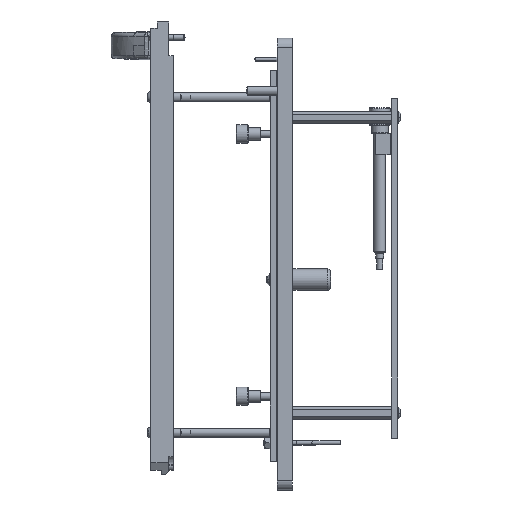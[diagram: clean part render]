
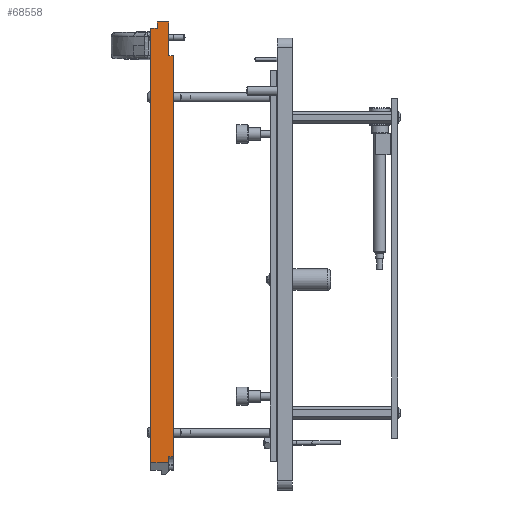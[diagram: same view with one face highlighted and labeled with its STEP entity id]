
A CAD part, left-side view. The second image highlights one B-rep face of the part: STEP entity #68558.
In plain terms, the highlighted face is planar.
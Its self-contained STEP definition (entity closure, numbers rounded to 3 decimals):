
#384 = VERTEX_POINT ( 'NONE', #5215 ) ;
#1443 = CARTESIAN_POINT ( 'NONE',  ( 175., 7.5, -144.55 ) ) ;
#1761 = CARTESIAN_POINT ( 'NONE',  ( 175., 7.5, 140.55 ) ) ;
#2726 = CARTESIAN_POINT ( 'NONE',  ( 175., 3.2, -148.55 ) ) ;
#3795 = DIRECTION ( 'NONE',  ( 0., 0., 1. ) ) ;
#5215 = CARTESIAN_POINT ( 'NONE',  ( 175., -4.3, -148.55 ) ) ;
#5272 = DIRECTION ( 'NONE',  ( 0., 1., 0. ) ) ;
#5580 = EDGE_CURVE ( 'NONE', #384, #50719, #27915, .T. ) ;
#6177 = ORIENTED_EDGE ( 'NONE', *, *, #72008, .F. ) ;
#6274 = LINE ( 'NONE', #1761, #41675 ) ;
#7402 = CARTESIAN_POINT ( 'NONE',  ( 175., -7.4, 66.55 ) ) ;
#9620 = CARTESIAN_POINT ( 'NONE',  ( 175., 7.5, 140.55 ) ) ;
#10389 = CARTESIAN_POINT ( 'NONE',  ( 175., -7.4, 136.55 ) ) ;
#10390 = DIRECTION ( 'NONE',  ( 0., -1., 0. ) ) ;
#10437 = ORIENTED_EDGE ( 'NONE', *, *, #73301, .F. ) ;
#11111 = VECTOR ( 'NONE', #5272, 1000. ) ;
#12713 = DIRECTION ( 'NONE',  ( 0., 0., -1. ) ) ;
#13397 = DIRECTION ( 'NONE',  ( 0., -1., 0. ) ) ;
#14743 = DIRECTION ( 'NONE',  ( 0., 0., -1. ) ) ;
#14829 = DIRECTION ( 'NONE',  ( 0., 0., 1. ) ) ;
#15266 = ORIENTED_EDGE ( 'NONE', *, *, #5580, .T. ) ;
#15952 = FACE_OUTER_BOUND ( 'NONE', #44108, .T. ) ;
#17414 = CARTESIAN_POINT ( 'NONE',  ( 175., -4.3, 136.55 ) ) ;
#17589 = CARTESIAN_POINT ( 'NONE',  ( 175., -4.3, -126.55 ) ) ;
#18178 = CARTESIAN_POINT ( 'NONE',  ( 175., -7.5, -126.55 ) ) ;
#18454 = ORIENTED_EDGE ( 'NONE', *, *, #59029, .T. ) ;
#19357 = LINE ( 'NONE', #33262, #54770 ) ;
#19949 = AXIS2_PLACEMENT_3D ( 'NONE', #25963, #36870, #14829 ) ;
#20145 = LINE ( 'NONE', #7402, #35227 ) ;
#20147 = DIRECTION ( 'NONE',  ( 0., 0., 1. ) ) ;
#21508 = ORIENTED_EDGE ( 'NONE', *, *, #70178, .F. ) ;
#21773 = CARTESIAN_POINT ( 'NONE',  ( 175., 14.909, 136.55 ) ) ;
#22850 = ORIENTED_EDGE ( 'NONE', *, *, #60872, .F. ) ;
#23420 = VECTOR ( 'NONE', #10390, 1000. ) ;
#24145 = LINE ( 'NONE', #26591, #68410 ) ;
#24449 = EDGE_CURVE ( 'NONE', #44368, #27618, #24145, .T. ) ;
#25052 = CARTESIAN_POINT ( 'NONE',  ( 175., -7.5, -126.55 ) ) ;
#25629 = CARTESIAN_POINT ( 'NONE',  ( 175., -4.3, -148.55 ) ) ;
#25948 = LINE ( 'NONE', #55287, #39214 ) ;
#25963 = CARTESIAN_POINT ( 'NONE',  ( 175., 7.5, 148.55 ) ) ;
#26591 = CARTESIAN_POINT ( 'NONE',  ( 175., -7.5, 148.55 ) ) ;
#27319 = VERTEX_POINT ( 'NONE', #43892 ) ;
#27618 = VERTEX_POINT ( 'NONE', #18178 ) ;
#27915 = LINE ( 'NONE', #44545, #11111 ) ;
#27987 = VERTEX_POINT ( 'NONE', #17589 ) ;
#28929 = ORIENTED_EDGE ( 'NONE', *, *, #47031, .F. ) ;
#29617 = CARTESIAN_POINT ( 'NONE',  ( 175., -7.4, 66.55 ) ) ;
#29673 = CARTESIAN_POINT ( 'NONE',  ( 175., -7.5, 66.55 ) ) ;
#29699 = EDGE_CURVE ( 'NONE', #51048, #44368, #19357, .T. ) ;
#29889 = ORIENTED_EDGE ( 'NONE', *, *, #55046, .F. ) ;
#31715 = LINE ( 'NONE', #1443, #59986 ) ;
#31759 = CARTESIAN_POINT ( 'NONE',  ( 175., -4.3, 136.55 ) ) ;
#33262 = CARTESIAN_POINT ( 'NONE',  ( 175., -7.4, 66.55 ) ) ;
#34923 = VECTOR ( 'NONE', #20147, 1000. ) ;
#35227 = VECTOR ( 'NONE', #69985, 1000. ) ;
#36870 = DIRECTION ( 'NONE',  ( -1., 0., 0. ) ) ;
#38530 = CARTESIAN_POINT ( 'NONE',  ( 175., 7.5, -144.55 ) ) ;
#38833 = EDGE_CURVE ( 'NONE', #46416, #68584, #25948, .T. ) ;
#39214 = VECTOR ( 'NONE', #60937, 1000. ) ;
#39892 = ORIENTED_EDGE ( 'NONE', *, *, #24449, .T. ) ;
#41077 = DIRECTION ( 'NONE',  ( 0., -1., 0. ) ) ;
#41555 = CARTESIAN_POINT ( 'NONE',  ( 175., -4.3, 140.55 ) ) ;
#41675 = VECTOR ( 'NONE', #41077, 1000. ) ;
#42833 = LINE ( 'NONE', #25629, #34923 ) ;
#43892 = CARTESIAN_POINT ( 'NONE',  ( 175., 3.2, -144.55 ) ) ;
#44108 = EDGE_LOOP ( 'NONE', ( #21508, #45592, #39892, #6177, #10437, #15266, #29889, #28929, #69512, #18454, #22850, #60921 ) ) ;
#44368 = VERTEX_POINT ( 'NONE', #29673 ) ;
#44545 = CARTESIAN_POINT ( 'NONE',  ( 175., -7.5, -148.55 ) ) ;
#45592 = ORIENTED_EDGE ( 'NONE', *, *, #29699, .T. ) ;
#46416 = VERTEX_POINT ( 'NONE', #38530 ) ;
#47031 = EDGE_CURVE ( 'NONE', #46416, #27319, #31715, .T. ) ;
#50719 = VERTEX_POINT ( 'NONE', #2726 ) ;
#51048 = VERTEX_POINT ( 'NONE', #29617 ) ;
#51379 = DIRECTION ( 'NONE',  ( 0., -1., 0. ) ) ;
#52309 = VERTEX_POINT ( 'NONE', #10389 ) ;
#52657 = LINE ( 'NONE', #25052, #53521 ) ;
#53521 = VECTOR ( 'NONE', #13397, 1000. ) ;
#53911 = PLANE ( 'NONE',  #19949 ) ;
#54263 = LINE ( 'NONE', #57472, #60387 ) ;
#54770 = VECTOR ( 'NONE', #56002, 1000. ) ;
#55046 = EDGE_CURVE ( 'NONE', #27319, #50719, #54263, .T. ) ;
#55287 = CARTESIAN_POINT ( 'NONE',  ( 175., 7.5, 148.55 ) ) ;
#56002 = DIRECTION ( 'NONE',  ( 0., -1., 0. ) ) ;
#57472 = CARTESIAN_POINT ( 'NONE',  ( 175., 3.2, -148.55 ) ) ;
#59029 = EDGE_CURVE ( 'NONE', #68584, #72569, #6274, .T. ) ;
#59986 = VECTOR ( 'NONE', #51379, 1000. ) ;
#60387 = VECTOR ( 'NONE', #12713, 1000. ) ;
#60872 = EDGE_CURVE ( 'NONE', #66548, #72569, #62439, .T. ) ;
#60921 = ORIENTED_EDGE ( 'NONE', *, *, #61630, .T. ) ;
#60937 = DIRECTION ( 'NONE',  ( 0., 0., 1. ) ) ;
#61630 = EDGE_CURVE ( 'NONE', #66548, #52309, #68557, .T. ) ;
#62439 = LINE ( 'NONE', #31759, #69614 ) ;
#66548 = VERTEX_POINT ( 'NONE', #17414 ) ;
#68410 = VECTOR ( 'NONE', #14743, 1000. ) ;
#68557 = LINE ( 'NONE', #21773, #23420 ) ;
#68558 = ADVANCED_FACE ( 'NONE', ( #15952 ), #53911, .F. ) ;
#68584 = VERTEX_POINT ( 'NONE', #9620 ) ;
#69512 = ORIENTED_EDGE ( 'NONE', *, *, #38833, .T. ) ;
#69614 = VECTOR ( 'NONE', #3795, 1000. ) ;
#69985 = DIRECTION ( 'NONE',  ( 0., 0., 1. ) ) ;
#70178 = EDGE_CURVE ( 'NONE', #51048, #52309, #20145, .T. ) ;
#72008 = EDGE_CURVE ( 'NONE', #27987, #27618, #52657, .T. ) ;
#72569 = VERTEX_POINT ( 'NONE', #41555 ) ;
#73301 = EDGE_CURVE ( 'NONE', #384, #27987, #42833, .T. ) ;
